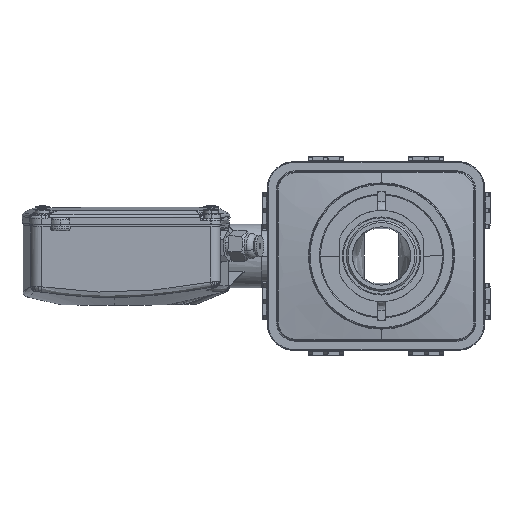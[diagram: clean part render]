
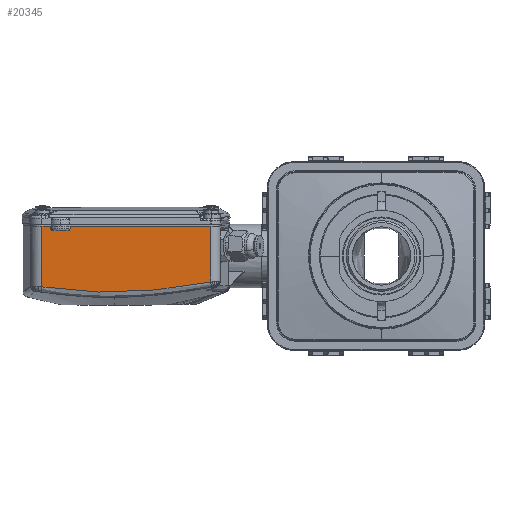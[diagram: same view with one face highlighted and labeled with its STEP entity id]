
A CAD part, left-side view. The second image highlights one B-rep face of the part: STEP entity #20345.
In plain terms, the highlighted face is planar.
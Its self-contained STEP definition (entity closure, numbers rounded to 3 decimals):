
#1194 = B_SPLINE_CURVE_WITH_KNOTS ( 'NONE', 3,
 ( #71538, #64770, #4812, #51557, #11541, #58292, #18254, #65067, #24949, #71824, #31646, #78541 ),
 .UNSPECIFIED., .F., .F.,
 ( 4, 2, 2, 2, 2, 4 ),
 ( 0., 0., 0., 0.001, 0.001, 0.002 ),
 .UNSPECIFIED. ) ;
#1728 = ORIENTED_EDGE ( 'NONE', *, *, #25023, .F. ) ;
#1753 = CARTESIAN_POINT ( 'NONE',  ( -52.608, 3.361, -37.264 ) ) ;
#2288 = LINE ( 'NONE', #60950, #69298 ) ;
#2508 = LINE ( 'NONE', #83654, #53705 ) ;
#4812 = CARTESIAN_POINT ( 'NONE',  ( -51.577, 30.608, -2.643 ) ) ;
#6146 = CARTESIAN_POINT ( 'NONE',  ( -51.186, 40.949, -3.042 ) ) ;
#7770 = CARTESIAN_POINT ( 'NONE',  ( -51.578, 30.6, -2.5 ) ) ;
#7780 = EDGE_LOOP ( 'NONE', ( #11257, #1728, #35787, #80597, #81436, #83741, #85753, #58337, #40415, #51058 ) ) ;
#8465 = CARTESIAN_POINT ( 'NONE',  ( -53.337, -15.901, -36.085 ) ) ;
#9709 = EDGE_CURVE ( 'NONE', #9781, #41772, #82863, .T. ) ;
#9781 = VERTEX_POINT ( 'NONE', #13253 ) ;
#10175 = DIRECTION ( 'NONE',  ( -0.038, -0.999, 0. ) ) ;
#11257 = ORIENTED_EDGE ( 'NONE', *, *, #9709, .T. ) ;
#11390 = EDGE_CURVE ( 'NONE', #16984, #19793, #73170, .T. ) ;
#11541 = CARTESIAN_POINT ( 'NONE',  ( -51.575, 30.669, -2.85 ) ) ;
#12859 = CARTESIAN_POINT ( 'NONE',  ( -51.18, 41.118, -2.645 ) ) ;
#13087 = B_SPLINE_CURVE_WITH_KNOTS ( 'NONE', 3,
 ( #72889, #19301, #79593, #39479, #86330, #46198, #6146, #52895, #12859, #59650 ),
 .UNSPECIFIED., .F., .F.,
 ( 4, 2, 2, 2, 4 ),
 ( 0., 0., 0.001, 0.001, 0.002 ),
 .UNSPECIFIED. ) ;
#13253 = CARTESIAN_POINT ( 'NONE',  ( -54.496, -46.561, -31.656 ) ) ;
#14478 = AXIS2_PLACEMENT_3D ( 'NONE', #34659, #21496, #68340 ) ;
#15187 = CARTESIAN_POINT ( 'NONE',  ( -53.917, -31.246, -34.105 ) ) ;
#16464 = CARTESIAN_POINT ( 'NONE',  ( -50.995, 45.996, -1. ) ) ;
#16984 = VERTEX_POINT ( 'NONE', #7770 ) ;
#18126 = LINE ( 'NONE', #68391, #53669 ) ;
#18254 = CARTESIAN_POINT ( 'NONE',  ( -51.568, 30.862, -3.151 ) ) ;
#19121 = DIRECTION ( 'NONE',  ( 0., 0., 1. ) ) ;
#19301 = CARTESIAN_POINT ( 'NONE',  ( -51.219, 40.087, -3.5 ) ) ;
#19676 = EDGE_CURVE ( 'NONE', #59189, #22396, #85320, .T. ) ;
#19740 = VECTOR ( 'NONE', #56815, 1000. ) ;
#19793 = VERTEX_POINT ( 'NONE', #55329 ) ;
#19796 = CARTESIAN_POINT ( 'NONE',  ( -50.995, 45.996, -44.8 ) ) ;
#20345 = ADVANCED_FACE ( 'NONE', ( #83172 ), #61563, .T. ) ;
#21150 = CARTESIAN_POINT ( 'NONE',  ( -51.18, 41.118, -3.5 ) ) ;
#21496 = DIRECTION ( 'NONE',  ( -0.999, 0.038, 0. ) ) ;
#21542 = DIRECTION ( 'NONE',  ( 0.038, 0.999, 0. ) ) ;
#21609 = CARTESIAN_POINT ( 'NONE',  ( -51.142, 42.131, -34.877 ) ) ;
#21907 = CARTESIAN_POINT ( 'NONE',  ( -54.352, -42.735, -32.313 ) ) ;
#22396 = VERTEX_POINT ( 'NONE', #68329 ) ;
#24949 = CARTESIAN_POINT ( 'NONE',  ( -51.554, 31.216, -3.393 ) ) ;
#25023 = EDGE_CURVE ( 'NONE', #19793, #41772, #2508, .T. ) ;
#25979 = EDGE_CURVE ( 'NONE', #76053, #9781, #64577, .T. ) ;
#28279 = CARTESIAN_POINT ( 'NONE',  ( -51.581, 30.501, -36.206 ) ) ;
#31646 = CARTESIAN_POINT ( 'NONE',  ( -51.539, 31.631, -3.5 ) ) ;
#33957 = CARTESIAN_POINT ( 'NONE',  ( -51.533, 31.775, -3.5 ) ) ;
#34659 = CARTESIAN_POINT ( 'NONE',  ( -54.496, -46.561, -44.8 ) ) ;
#35070 = CARTESIAN_POINT ( 'NONE',  ( -52.022, 18.843, -37.057 ) ) ;
#35787 = ORIENTED_EDGE ( 'NONE', *, *, #11390, .F. ) ;
#39479 = CARTESIAN_POINT ( 'NONE',  ( -51.203, 40.499, -3.394 ) ) ;
#40415 = ORIENTED_EDGE ( 'NONE', *, *, #66980, .F. ) ;
#40896 = VECTOR ( 'NONE', #19121, 1000. ) ;
#41772 = VERTEX_POINT ( 'NONE', #72818 ) ;
#41793 = CARTESIAN_POINT ( 'NONE',  ( -52.462, 7.225, -37.318 ) ) ;
#42413 = CARTESIAN_POINT ( 'NONE',  ( -50.995, 45.996, -34.334 ) ) ;
#46198 = CARTESIAN_POINT ( 'NONE',  ( -51.19, 40.855, -3.151 ) ) ;
#46394 = DIRECTION ( 'NONE',  ( 0., 0., 1. ) ) ;
#46626 = EDGE_CURVE ( 'NONE', #16984, #51255, #1194, .T. ) ;
#48044 = DIRECTION ( 'NONE',  ( 0., 0., -1. ) ) ;
#48516 = CARTESIAN_POINT ( 'NONE',  ( -53.046, -8.212, -36.799 ) ) ;
#50112 = CARTESIAN_POINT ( 'NONE',  ( -51.578, 30.6, -3.5 ) ) ;
#51024 = EDGE_CURVE ( 'NONE', #68126, #59189, #2288, .T. ) ;
#51058 = ORIENTED_EDGE ( 'NONE', *, *, #25979, .T. ) ;
#51255 = VERTEX_POINT ( 'NONE', #33957 ) ;
#51557 = CARTESIAN_POINT ( 'NONE',  ( -51.576, 30.643, -2.781 ) ) ;
#51655 = VECTOR ( 'NONE', #46394, 1000. ) ;
#52895 = CARTESIAN_POINT ( 'NONE',  ( -51.181, 41.083, -2.786 ) ) ;
#53669 = VECTOR ( 'NONE', #21542, 1000. ) ;
#53705 = VECTOR ( 'NONE', #10175, 1000. ) ;
#55216 = CARTESIAN_POINT ( 'NONE',  ( -53.772, -27.412, -34.646 ) ) ;
#55329 = CARTESIAN_POINT ( 'NONE',  ( -51.578, 30.6, -1. ) ) ;
#56815 = DIRECTION ( 'NONE',  ( 0., 0., 1. ) ) ;
#56826 = VERTEX_POINT ( 'NONE', #61037 ) ;
#58292 = CARTESIAN_POINT ( 'NONE',  ( -51.571, 30.767, -3.039 ) ) ;
#58337 = ORIENTED_EDGE ( 'NONE', *, *, #51024, .F. ) ;
#59189 = VERTEX_POINT ( 'NONE', #77545 ) ;
#59650 = CARTESIAN_POINT ( 'NONE',  ( -51.18, 41.118, -2.5 ) ) ;
#60950 = CARTESIAN_POINT ( 'NONE',  ( -50.995, 45.996, -1. ) ) ;
#61037 = CARTESIAN_POINT ( 'NONE',  ( -51.224, 39.943, -3.5 ) ) ;
#61563 = PLANE ( 'NONE',  #14478 ) ;
#61689 = CARTESIAN_POINT ( 'NONE',  ( -50.995, 45.996, -34.334 ) ) ;
#61980 = CARTESIAN_POINT ( 'NONE',  ( -54.207, -38.907, -32.939 ) ) ;
#64577 = B_SPLINE_CURVE_WITH_KNOTS ( 'NONE', 3,
 ( #61689, #21609, #68458, #28279, #75194, #35070, #81929, #41793, #1753, #48516, #8465, #55216, #15187, #61980, #21907, #68750 ),
 .UNSPECIFIED., .F., .F.,
 ( 4, 2, 2, 2, 2, 2, 2, 4 ),
 ( 0., 0.012, 0.023, 0.035, 0.047, 0.07, 0.082, 0.094 ),
 .UNSPECIFIED. ) ;
#64770 = CARTESIAN_POINT ( 'NONE',  ( -51.578, 30.6, -2.572 ) ) ;
#65067 = CARTESIAN_POINT ( 'NONE',  ( -51.559, 31.087, -3.328 ) ) ;
#65125 = EDGE_CURVE ( 'NONE', #56826, #22396, #13087, .T. ) ;
#66980 = EDGE_CURVE ( 'NONE', #76053, #68126, #69562, .T. ) ;
#67422 = DIRECTION ( 'NONE',  ( -0.038, -0.999, 0. ) ) ;
#67721 = EDGE_CURVE ( 'NONE', #51255, #56826, #18126, .T. ) ;
#68126 = VERTEX_POINT ( 'NONE', #16464 ) ;
#68329 = CARTESIAN_POINT ( 'NONE',  ( -51.18, 41.118, -2.5 ) ) ;
#68340 = DIRECTION ( 'NONE',  ( -0.038, -0.999, 0. ) ) ;
#68391 = CARTESIAN_POINT ( 'NONE',  ( -54.496, -46.561, -3.5 ) ) ;
#68458 = CARTESIAN_POINT ( 'NONE',  ( -51.288, 38.259, -35.367 ) ) ;
#68750 = CARTESIAN_POINT ( 'NONE',  ( -54.496, -46.561, -31.656 ) ) ;
#69298 = VECTOR ( 'NONE', #67422, 1000. ) ;
#69562 = LINE ( 'NONE', #19796, #51655 ) ;
#71538 = CARTESIAN_POINT ( 'NONE',  ( -51.578, 30.6, -2.5 ) ) ;
#71824 = CARTESIAN_POINT ( 'NONE',  ( -51.544, 31.491, -3.48 ) ) ;
#72818 = CARTESIAN_POINT ( 'NONE',  ( -54.496, -46.561, -1. ) ) ;
#72889 = CARTESIAN_POINT ( 'NONE',  ( -51.224, 39.943, -3.5 ) ) ;
#73170 = LINE ( 'NONE', #50112, #19740 ) ;
#75194 = CARTESIAN_POINT ( 'NONE',  ( -51.729, 26.609, -36.553 ) ) ;
#76053 = VERTEX_POINT ( 'NONE', #42413 ) ;
#77545 = CARTESIAN_POINT ( 'NONE',  ( -51.18, 41.118, -1. ) ) ;
#78541 = CARTESIAN_POINT ( 'NONE',  ( -51.533, 31.775, -3.5 ) ) ;
#79413 = CARTESIAN_POINT ( 'NONE',  ( -54.496, -46.561, -44.8 ) ) ;
#79593 = CARTESIAN_POINT ( 'NONE',  ( -51.214, 40.227, -3.48 ) ) ;
#80597 = ORIENTED_EDGE ( 'NONE', *, *, #46626, .T. ) ;
#81436 = ORIENTED_EDGE ( 'NONE', *, *, #67721, .T. ) ;
#81929 = CARTESIAN_POINT ( 'NONE',  ( -52.169, 14.966, -37.215 ) ) ;
#82863 = LINE ( 'NONE', #79413, #40896 ) ;
#83172 = FACE_OUTER_BOUND ( 'NONE', #7780, .T. ) ;
#83264 = VECTOR ( 'NONE', #48044, 1000. ) ;
#83654 = CARTESIAN_POINT ( 'NONE',  ( -51.578, 30.6, -1. ) ) ;
#83741 = ORIENTED_EDGE ( 'NONE', *, *, #65125, .T. ) ;
#85320 = LINE ( 'NONE', #21150, #83264 ) ;
#85753 = ORIENTED_EDGE ( 'NONE', *, *, #19676, .F. ) ;
#86330 = CARTESIAN_POINT ( 'NONE',  ( -51.198, 40.629, -3.329 ) ) ;
